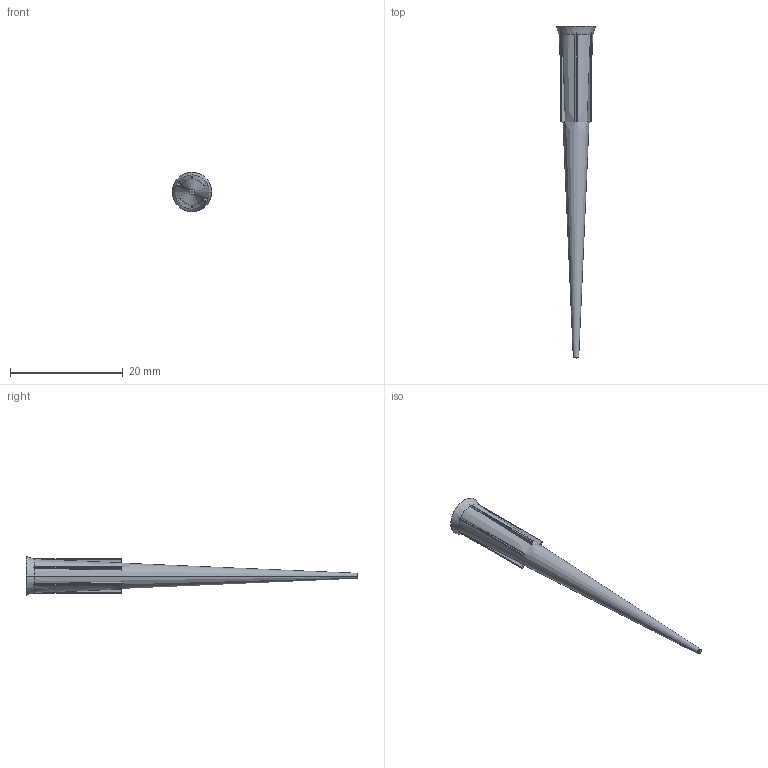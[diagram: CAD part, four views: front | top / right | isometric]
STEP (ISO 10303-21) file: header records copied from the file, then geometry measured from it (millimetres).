
FILE_DESCRIPTION((''),'2;1');
FILE_NAME('300UL_TIP_1','2022-04-21T17:29:42',('dpjensen'),(''),'CREO PARAMETRIC BY PTC INC, 2020184','CREO PARAMETRIC BY PTC INC, 2020184','');
FILE_SCHEMA(('AUTOMOTIVE_DESIGN { 1 0 10303 214 1 1 1 1 }'));
Length unit declared in the file: inch
Products named in the file (1): 300UL_TIP_1
Bounding box: 7 x 59 x 7 mm (x, y, z)
Volume: 342.6 mm3; surface area: 1192 mm2
Topology: 1 solids, 1 shells, 42 faces, 102 edges, 62 vertices
Faces by surface type: plane 32, cone 8, cylinder 2
Entity records: 2186 total; most frequent: CARTESIAN_POINT 282, DIRECTION 234, ORIENTED_EDGE 204, PRESENTATION_STYLE_ASSIGNMENT 107, STYLED_ITEM 107, CURVE_STYLE 106, EDGE_CURVE 102, AXIS2_PLACEMENT_3D 83
